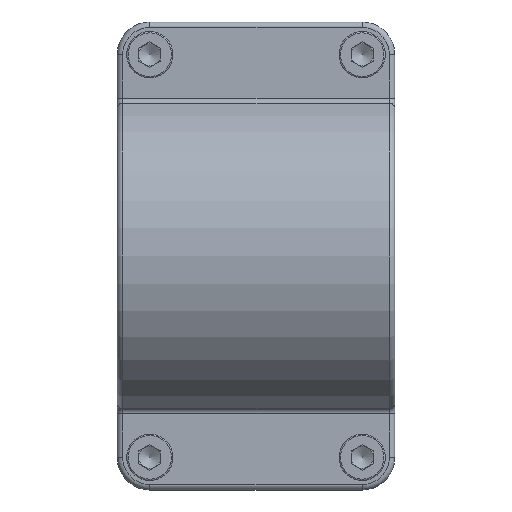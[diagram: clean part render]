
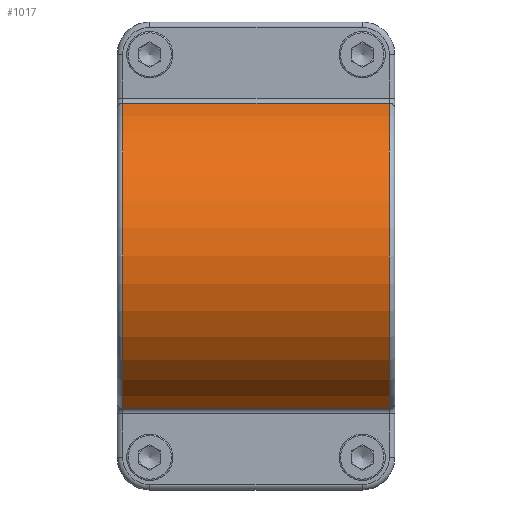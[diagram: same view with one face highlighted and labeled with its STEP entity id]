
A CAD part, front view. The second image highlights one B-rep face of the part: STEP entity #1017.
In plain terms, the highlighted cylindrical face has radius 30 mm (diameter 60 mm), a partial arc.
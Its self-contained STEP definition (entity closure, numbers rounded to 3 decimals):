
#80 = VECTOR ( 'NONE', #2542, 1000. ) ;
#233 = LINE ( 'NONE', #3385, #80 ) ;
#386 = DIRECTION ( 'NONE',  ( -1., 0., 0. ) ) ;
#452 = EDGE_CURVE ( 'NONE', #2985, #2832, #1145, .T. ) ;
#542 = CARTESIAN_POINT ( 'NONE',  ( 0., 0., 51. ) ) ;
#678 = ORIENTED_EDGE ( 'NONE', *, *, #5339, .T. ) ;
#948 = CARTESIAN_POINT ( 'NONE',  ( 28.048, -10.645, 1. ) ) ;
#961 = ORIENTED_EDGE ( 'NONE', *, *, #452, .T. ) ;
#1017 = ADVANCED_FACE ( 'NONE', ( #2659 ), #2458, .T. ) ;
#1145 = LINE ( 'NONE', #2181, #5503 ) ;
#1424 = ORIENTED_EDGE ( 'NONE', *, *, #4966, .T. ) ;
#1454 = DIRECTION ( 'NONE',  ( 0., 0., -1. ) ) ;
#1673 = VERTEX_POINT ( 'NONE', #1971 ) ;
#1678 = ORIENTED_EDGE ( 'NONE', *, *, #3455, .T. ) ;
#1971 = CARTESIAN_POINT ( 'NONE',  ( -28.048, -10.645, 50. ) ) ;
#1977 = DIRECTION ( 'NONE',  ( 0., 0., 1. ) ) ;
#2181 = CARTESIAN_POINT ( 'NONE',  ( 28.048, -10.645, 51. ) ) ;
#2379 = DIRECTION ( 'NONE',  ( 0., 0., 1. ) ) ;
#2458 = CYLINDRICAL_SURFACE ( 'NONE', #2879, 30. ) ;
#2542 = DIRECTION ( 'NONE',  ( 0., 0., -1. ) ) ;
#2659 = FACE_OUTER_BOUND ( 'NONE', #3583, .T. ) ;
#2727 = AXIS2_PLACEMENT_3D ( 'NONE', #4970, #2379, #5372 ) ;
#2832 = VERTEX_POINT ( 'NONE', #5493 ) ;
#2879 = AXIS2_PLACEMENT_3D ( 'NONE', #542, #5462, #386 ) ;
#2985 = VERTEX_POINT ( 'NONE', #948 ) ;
#3274 = CARTESIAN_POINT ( 'NONE',  ( -28.048, -10.645, 1. ) ) ;
#3385 = CARTESIAN_POINT ( 'NONE',  ( -28.048, -10.645, 51. ) ) ;
#3455 = EDGE_CURVE ( 'NONE', #5481, #2985, #5087, .T. ) ;
#3583 = EDGE_LOOP ( 'NONE', ( #1678, #961, #678, #1424 ) ) ;
#3592 = CIRCLE ( 'NONE', #4841, 30. ) ;
#4075 = CARTESIAN_POINT ( 'NONE',  ( 0., 0., 50. ) ) ;
#4502 = DIRECTION ( 'NONE',  ( 1., 0., 0. ) ) ;
#4841 = AXIS2_PLACEMENT_3D ( 'NONE', #4075, #1454, #4502 ) ;
#4966 = EDGE_CURVE ( 'NONE', #1673, #5481, #233, .T. ) ;
#4970 = CARTESIAN_POINT ( 'NONE',  ( 0., 0., 1. ) ) ;
#5087 = CIRCLE ( 'NONE', #2727, 30. ) ;
#5339 = EDGE_CURVE ( 'NONE', #2832, #1673, #3592, .T. ) ;
#5372 = DIRECTION ( 'NONE',  ( 1., 0., 0. ) ) ;
#5462 = DIRECTION ( 'NONE',  ( 0., 0., -1. ) ) ;
#5481 = VERTEX_POINT ( 'NONE', #3274 ) ;
#5493 = CARTESIAN_POINT ( 'NONE',  ( 28.048, -10.645, 50. ) ) ;
#5503 = VECTOR ( 'NONE', #1977, 1000. ) ;
